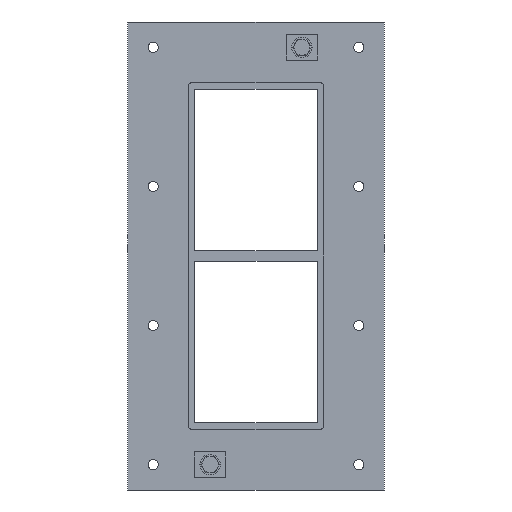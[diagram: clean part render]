
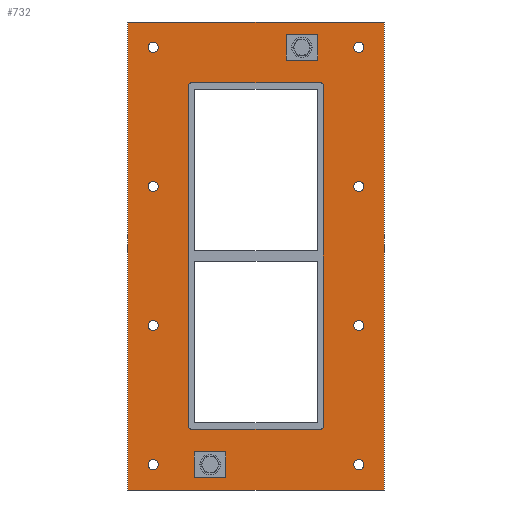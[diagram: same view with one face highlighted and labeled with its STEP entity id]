
A CAD part, front view. The second image highlights one B-rep face of the part: STEP entity #732.
In plain terms, the highlighted planar face has unit normal (0, -1, 0).
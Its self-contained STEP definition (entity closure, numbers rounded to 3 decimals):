
#84=CARTESIAN_POINT('',(-96.25,0.0,-205.5));
#85=VERTEX_POINT('',#84);
#86=CARTESIAN_POINT('',(-101.25,0.0,-205.5));
#87=DIRECTION('',(0.0,1.0,0.0));
#88=DIRECTION('',(1.0,0.0,0.0));
#89=AXIS2_PLACEMENT_3D('',#86,#87,#88);
#90=CIRCLE('',#89,5.0);
#91=EDGE_CURVE('',#85,#85,#90,.T.);
#112=CARTESIAN_POINT('',(106.25,0.0,-68.5));
#113=VERTEX_POINT('',#112);
#114=CARTESIAN_POINT('',(101.25,0.0,-68.5));
#115=DIRECTION('',(0.0,1.0,0.0));
#116=DIRECTION('',(1.0,0.0,0.0));
#117=AXIS2_PLACEMENT_3D('',#114,#115,#116);
#118=CIRCLE('',#117,5.0);
#119=EDGE_CURVE('',#113,#113,#118,.T.);
#140=CARTESIAN_POINT('',(-96.25,0.0,-68.5));
#141=VERTEX_POINT('',#140);
#142=CARTESIAN_POINT('',(-101.25,0.0,-68.5));
#143=DIRECTION('',(0.0,1.0,0.0));
#144=DIRECTION('',(1.0,0.0,0.0));
#145=AXIS2_PLACEMENT_3D('',#142,#143,#144);
#146=CIRCLE('',#145,5.0);
#147=EDGE_CURVE('',#141,#141,#146,.T.);
#168=CARTESIAN_POINT('',(106.25,0.0,68.5));
#169=VERTEX_POINT('',#168);
#170=CARTESIAN_POINT('',(101.25,0.0,68.5));
#171=DIRECTION('',(0.0,1.0,0.0));
#172=DIRECTION('',(1.0,0.0,0.0));
#173=AXIS2_PLACEMENT_3D('',#170,#171,#172);
#174=CIRCLE('',#173,5.0);
#175=EDGE_CURVE('',#169,#169,#174,.T.);
#196=CARTESIAN_POINT('',(-96.25,0.0,68.5));
#197=VERTEX_POINT('',#196);
#198=CARTESIAN_POINT('',(-101.25,0.0,68.5));
#199=DIRECTION('',(0.0,1.0,0.0));
#200=DIRECTION('',(1.0,0.0,0.0));
#201=AXIS2_PLACEMENT_3D('',#198,#199,#200);
#202=CIRCLE('',#201,5.0);
#203=EDGE_CURVE('',#197,#197,#202,.T.);
#224=CARTESIAN_POINT('',(106.25,0.0,-205.5));
#225=VERTEX_POINT('',#224);
#226=CARTESIAN_POINT('',(101.25,0.0,-205.5));
#227=DIRECTION('',(0.0,1.0,0.0));
#228=DIRECTION('',(1.0,0.0,0.0));
#229=AXIS2_PLACEMENT_3D('',#226,#227,#228);
#230=CIRCLE('',#229,5.0);
#231=EDGE_CURVE('',#225,#225,#230,.T.);
#252=CARTESIAN_POINT('',(-96.25,0.0,205.5));
#253=VERTEX_POINT('',#252);
#254=CARTESIAN_POINT('',(-101.25,0.0,205.5));
#255=DIRECTION('',(0.0,1.0,0.0));
#256=DIRECTION('',(1.0,0.0,0.0));
#257=AXIS2_PLACEMENT_3D('',#254,#255,#256);
#258=CIRCLE('',#257,5.0);
#259=EDGE_CURVE('',#253,#253,#258,.T.);
#280=CARTESIAN_POINT('',(106.25,0.0,205.5));
#281=VERTEX_POINT('',#280);
#282=CARTESIAN_POINT('',(101.25,0.0,205.5));
#283=DIRECTION('',(0.0,1.0,0.0));
#284=DIRECTION('',(1.0,0.0,0.0));
#285=AXIS2_PLACEMENT_3D('',#282,#283,#284);
#286=CIRCLE('',#285,5.0);
#287=EDGE_CURVE('',#281,#281,#286,.T.);
#599=CARTESIAN_POINT('',(0.0,0.0,0.));
#600=DIRECTION('',(0.0,1.0,0.0));
#601=DIRECTION('',(0.0,0.0,1.0));
#602=AXIS2_PLACEMENT_3D('',#599,#600,#601);
#603=PLANE('',#602);
#604=CARTESIAN_POINT('',(-126.25,0.0,230.5));
#605=VERTEX_POINT('',#604);
#606=CARTESIAN_POINT('',(126.25,0.0,230.5));
#607=VERTEX_POINT('',#606);
#608=CARTESIAN_POINT('',(-126.25,0.0,230.5));
#609=DIRECTION('',(1.0,0.0,0.0));
#610=VECTOR('',#609,252.5);
#611=LINE('',#608,#610);
#612=EDGE_CURVE('',#605,#607,#611,.T.);
#613=ORIENTED_EDGE('',*,*,#612,.F.);
#614=CARTESIAN_POINT('',(-126.25,0.0,-230.5));
#615=VERTEX_POINT('',#614);
#616=CARTESIAN_POINT('',(-126.25,0.0,-230.5));
#617=DIRECTION('',(0.0,0.0,1.0));
#618=VECTOR('',#617,461.);
#619=LINE('',#616,#618);
#620=EDGE_CURVE('',#615,#605,#619,.T.);
#621=ORIENTED_EDGE('',*,*,#620,.F.);
#622=CARTESIAN_POINT('',(126.25,0.0,-230.5));
#623=VERTEX_POINT('',#622);
#624=CARTESIAN_POINT('',(126.25,0.0,-230.5));
#625=DIRECTION('',(-1.0,0.0,0.0));
#626=VECTOR('',#625,252.5);
#627=LINE('',#624,#626);
#628=EDGE_CURVE('',#623,#615,#627,.T.);
#629=ORIENTED_EDGE('',*,*,#628,.F.);
#630=CARTESIAN_POINT('',(126.25,0.0,230.5));
#631=DIRECTION('',(0.0,0.0,-1.0));
#632=VECTOR('',#631,461.);
#633=LINE('',#630,#632);
#634=EDGE_CURVE('',#607,#623,#633,.T.);
#635=ORIENTED_EDGE('',*,*,#634,.F.);
#636=EDGE_LOOP('',(#613,#621,#629,#635));
#637=FACE_OUTER_BOUND('',#636,.T.);
#638=ORIENTED_EDGE('',*,*,#91,.T.);
#639=EDGE_LOOP('',(#638));
#640=FACE_BOUND('',#639,.T.);
#641=ORIENTED_EDGE('',*,*,#119,.T.);
#642=EDGE_LOOP('',(#641));
#643=FACE_BOUND('',#642,.T.);
#644=ORIENTED_EDGE('',*,*,#147,.T.);
#645=EDGE_LOOP('',(#644));
#646=FACE_BOUND('',#645,.T.);
#647=ORIENTED_EDGE('',*,*,#175,.T.);
#648=EDGE_LOOP('',(#647));
#649=FACE_BOUND('',#648,.T.);
#650=ORIENTED_EDGE('',*,*,#203,.T.);
#651=EDGE_LOOP('',(#650));
#652=FACE_BOUND('',#651,.T.);
#653=ORIENTED_EDGE('',*,*,#231,.T.);
#654=EDGE_LOOP('',(#653));
#655=FACE_BOUND('',#654,.T.);
#656=ORIENTED_EDGE('',*,*,#259,.T.);
#657=EDGE_LOOP('',(#656));
#658=FACE_BOUND('',#657,.T.);
#659=ORIENTED_EDGE('',*,*,#287,.T.);
#660=EDGE_LOOP('',(#659));
#661=FACE_BOUND('',#660,.T.);
#662=CARTESIAN_POINT('',(-64.25,0.0,170.5));
#663=VERTEX_POINT('',#662);
#664=CARTESIAN_POINT('',(-66.25,0.0,168.5));
#665=VERTEX_POINT('',#664);
#666=CARTESIAN_POINT('',(-64.25,0.0,168.5));
#667=DIRECTION('',(0.0,-1.0,0.0));
#668=DIRECTION('',(-0.707,0.0,0.707));
#669=AXIS2_PLACEMENT_3D('',#666,#667,#668);
#670=CIRCLE('',#669,2.0);
#671=EDGE_CURVE('',#663,#665,#670,.T.);
#672=ORIENTED_EDGE('',*,*,#671,.F.);
#673=CARTESIAN_POINT('',(64.25,0.0,170.5));
#674=VERTEX_POINT('',#673);
#675=CARTESIAN_POINT('',(64.25,0.0,170.5));
#676=DIRECTION('',(-1.0,0.0,0.0));
#677=VECTOR('',#676,128.5);
#678=LINE('',#675,#677);
#679=EDGE_CURVE('',#674,#663,#678,.T.);
#680=ORIENTED_EDGE('',*,*,#679,.F.);
#681=CARTESIAN_POINT('',(66.25,0.0,168.5));
#682=VERTEX_POINT('',#681);
#683=CARTESIAN_POINT('',(64.25,0.0,168.5));
#684=DIRECTION('',(0.0,-1.0,0.0));
#685=DIRECTION('',(0.707,0.0,0.707));
#686=AXIS2_PLACEMENT_3D('',#683,#684,#685);
#687=CIRCLE('',#686,2.0);
#688=EDGE_CURVE('',#682,#674,#687,.T.);
#689=ORIENTED_EDGE('',*,*,#688,.F.);
#690=CARTESIAN_POINT('',(66.25,0.0,-168.5));
#691=VERTEX_POINT('',#690);
#692=CARTESIAN_POINT('',(66.25,0.0,-168.5));
#693=DIRECTION('',(0.0,0.0,1.0));
#694=VECTOR('',#693,337.0);
#695=LINE('',#692,#694);
#696=EDGE_CURVE('',#691,#682,#695,.T.);
#697=ORIENTED_EDGE('',*,*,#696,.F.);
#698=CARTESIAN_POINT('',(64.25,0.0,-170.5));
#699=VERTEX_POINT('',#698);
#700=CARTESIAN_POINT('',(64.25,0.0,-168.5));
#701=DIRECTION('',(0.0,-1.0,0.0));
#702=DIRECTION('',(0.707,0.0,-0.707));
#703=AXIS2_PLACEMENT_3D('',#700,#701,#702);
#704=CIRCLE('',#703,2.0);
#705=EDGE_CURVE('',#699,#691,#704,.T.);
#706=ORIENTED_EDGE('',*,*,#705,.F.);
#707=CARTESIAN_POINT('',(-64.25,0.0,-170.5));
#708=VERTEX_POINT('',#707);
#709=CARTESIAN_POINT('',(-64.25,0.0,-170.5));
#710=DIRECTION('',(1.0,0.0,0.0));
#711=VECTOR('',#710,128.5);
#712=LINE('',#709,#711);
#713=EDGE_CURVE('',#708,#699,#712,.T.);
#714=ORIENTED_EDGE('',*,*,#713,.F.);
#715=CARTESIAN_POINT('',(-66.25,0.0,-168.5));
#716=VERTEX_POINT('',#715);
#717=CARTESIAN_POINT('',(-64.25,0.0,-168.5));
#718=DIRECTION('',(0.0,-1.0,0.0));
#719=DIRECTION('',(-0.707,0.0,-0.707));
#720=AXIS2_PLACEMENT_3D('',#717,#718,#719);
#721=CIRCLE('',#720,2.0);
#722=EDGE_CURVE('',#716,#708,#721,.T.);
#723=ORIENTED_EDGE('',*,*,#722,.F.);
#724=CARTESIAN_POINT('',(-66.25,0.0,168.5));
#725=DIRECTION('',(0.0,0.0,-1.0));
#726=VECTOR('',#725,337.0);
#727=LINE('',#724,#726);
#728=EDGE_CURVE('',#665,#716,#727,.T.);
#729=ORIENTED_EDGE('',*,*,#728,.F.);
#730=EDGE_LOOP('',(#672,#680,#689,#697,#706,#714,#723,#729));
#731=FACE_BOUND('',#730,.T.);
#732=ADVANCED_FACE('',(#637,#640,#643,#646,#649,#652,#655,#658,#661,#731),#603,.F.);
